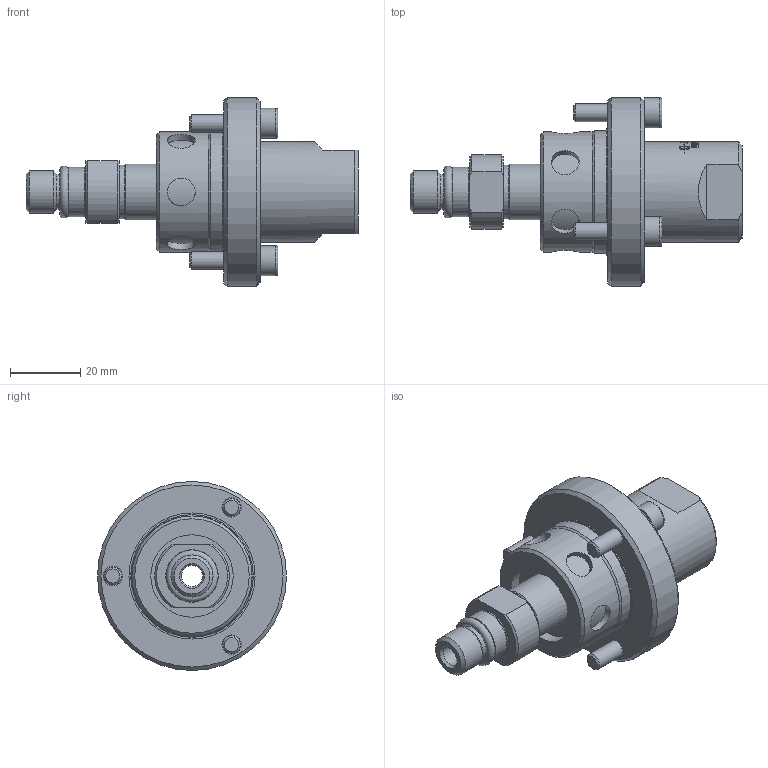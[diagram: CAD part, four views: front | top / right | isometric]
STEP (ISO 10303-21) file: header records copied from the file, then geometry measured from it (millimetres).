
FILE_DESCRIPTION(/* description */ (''),/* implementation_level */ '2;1');
FILE_NAME(/* name */ '1121-400-327-IC.stp',/* time_stamp */ '2020-05-14T15:51:56-05:00',/* author */ ('moorera'),/* organization */ (''),/* preprocessor_version */ 'ST-DEVELOPER v18.1',/* originating_system */ 'Autodesk Inventor 2020',/* authorisation */ '');
FILE_SCHEMA (('AUTOMOTIVE_DESIGN { 1 0 10303 214 3 1 1 }'));
Products named in the file (1): 1121-400-327-IC
Bounding box: 94.3 x 53.7 x 53.7 mm (x, y, z)
Volume: 60069.9 mm3; surface area: 17723.8 mm2
Topology: 2 solids, 2 shells, 401 faces, 1074 edges, 727 vertices
Faces by surface type: bspline 160, plane 142, cylinder 67, cone 23, torus 9
Full cylindrical faces by diameter (mm): 5 x3, 5.5 x3, 6 x1, 7.9 x6, 8.5 x3, 9.9 x1, 11.972 x1, 14 x1, 14.25 x1, 15.3 x1, 15.863 x1, 23.4 x1, 28.6 x1, 34.1 x1, 34.82 x1, 35.8 x1, 53.7 x1
Entity records: 49970 total; most frequent: CARTESIAN_POINT 40492, ORIENTED_EDGE 2142, DIRECTION 1571, EDGE_CURVE 1071, VERTEX_POINT 727, AXIS2_PLACEMENT_3D 583, EDGE_LOOP 458, LINE 405
